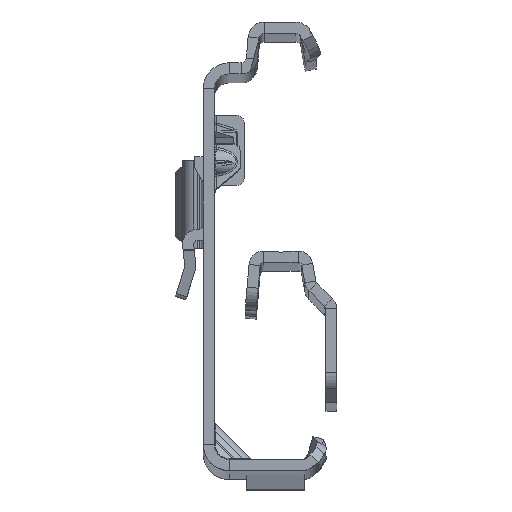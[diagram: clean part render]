
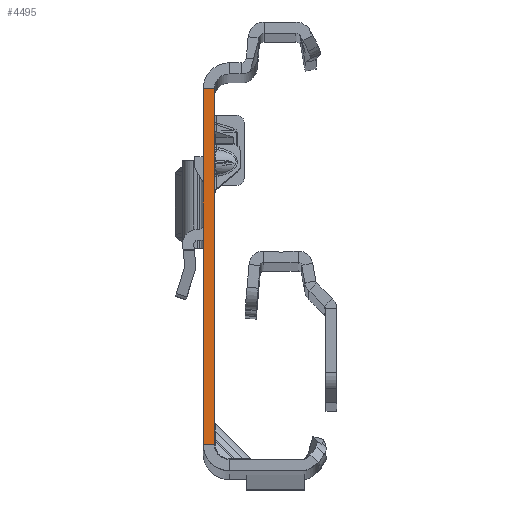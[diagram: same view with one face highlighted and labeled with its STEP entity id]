
A CAD part, top view. The second image highlights one B-rep face of the part: STEP entity #4495.
In plain terms, the highlighted planar face has unit normal (0, 0, 1).
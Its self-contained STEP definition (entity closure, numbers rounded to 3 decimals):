
#2804 = CARTESIAN_POINT ( 'NONE',  ( -1.5, 22.135, 0. ) ) ;
#3566 = VERTEX_POINT ( 'NONE', #13332 ) ;
#4495 = ADVANCED_FACE ( 'NONE', ( #40181 ), #21776, .T. ) ;
#5712 = CARTESIAN_POINT ( 'NONE',  ( 0., 22.135, 0. ) ) ;
#6381 = ORIENTED_EDGE ( 'NONE', *, *, #46277, .F. ) ;
#6670 = EDGE_LOOP ( 'NONE', ( #6381, #20513, #45708, #36860 ) ) ;
#8701 = VERTEX_POINT ( 'NONE', #19498 ) ;
#8872 = VECTOR ( 'NONE', #25690, 1000. ) ;
#8959 = CARTESIAN_POINT ( 'NONE',  ( 0., -27.865, 0. ) ) ;
#10196 = VERTEX_POINT ( 'NONE', #35798 ) ;
#10555 = CARTESIAN_POINT ( 'NONE',  ( 0., -25.865, 0. ) ) ;
#10723 = VERTEX_POINT ( 'NONE', #2804 ) ;
#11032 = AXIS2_PLACEMENT_3D ( 'NONE', #27070, #45274, #26828 ) ;
#12286 = VECTOR ( 'NONE', #31244, 1000. ) ;
#13332 = CARTESIAN_POINT ( 'NONE',  ( 0., -25.865, 0. ) ) ;
#15129 = EDGE_CURVE ( 'NONE', #3566, #10196, #43774, .T. ) ;
#19440 = EDGE_CURVE ( 'NONE', #8701, #10723, #38958, .T. ) ;
#19498 = CARTESIAN_POINT ( 'NONE',  ( 0., 22.135, 0. ) ) ;
#20513 = ORIENTED_EDGE ( 'NONE', *, *, #19440, .T. ) ;
#21508 = DIRECTION ( 'NONE',  ( -1., 0., 0. ) ) ;
#21776 = PLANE ( 'NONE',  #11032 ) ;
#22313 = CARTESIAN_POINT ( 'NONE',  ( -1.5, -27.865, 0. ) ) ;
#25690 = DIRECTION ( 'NONE',  ( 0., -1., 0. ) ) ;
#26828 = DIRECTION ( 'NONE',  ( 1., 0., 0. ) ) ;
#27070 = CARTESIAN_POINT ( 'NONE',  ( -1.5, -27.865, 0. ) ) ;
#27153 = LINE ( 'NONE', #8959, #12286 ) ;
#29465 = DIRECTION ( 'NONE',  ( -1., 0., 0. ) ) ;
#31244 = DIRECTION ( 'NONE',  ( 0., -1., 0. ) ) ;
#35205 = VECTOR ( 'NONE', #29465, 1000. ) ;
#35798 = CARTESIAN_POINT ( 'NONE',  ( -1.5, -25.865, 0. ) ) ;
#36860 = ORIENTED_EDGE ( 'NONE', *, *, #15129, .F. ) ;
#38498 = VECTOR ( 'NONE', #21508, 1000. ) ;
#38958 = LINE ( 'NONE', #5712, #38498 ) ;
#39966 = EDGE_CURVE ( 'NONE', #10723, #10196, #44593, .T. ) ;
#40181 = FACE_OUTER_BOUND ( 'NONE', #6670, .T. ) ;
#43774 = LINE ( 'NONE', #10555, #35205 ) ;
#44593 = LINE ( 'NONE', #22313, #8872 ) ;
#45274 = DIRECTION ( 'NONE',  ( 0., 0., 1. ) ) ;
#45708 = ORIENTED_EDGE ( 'NONE', *, *, #39966, .T. ) ;
#46277 = EDGE_CURVE ( 'NONE', #8701, #3566, #27153, .T. ) ;
